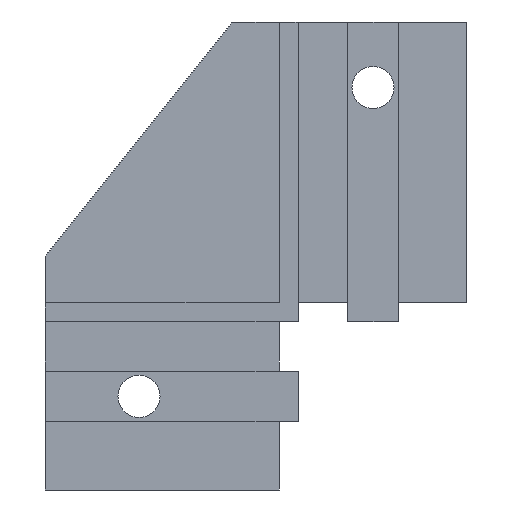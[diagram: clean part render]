
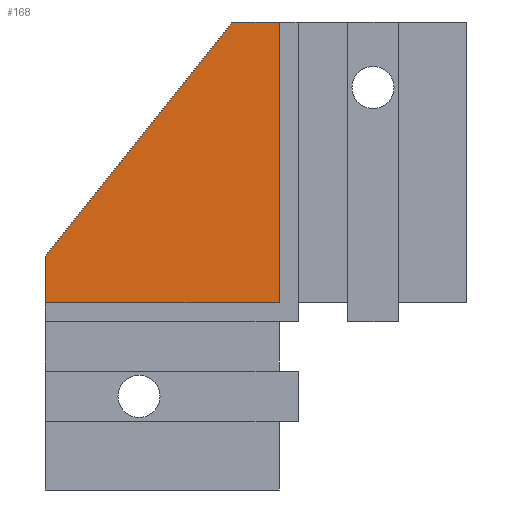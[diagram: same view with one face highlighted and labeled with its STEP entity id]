
A CAD part, left-side view. The second image highlights one B-rep face of the part: STEP entity #168.
In plain terms, the highlighted planar face has unit normal (-1, 0, 0).
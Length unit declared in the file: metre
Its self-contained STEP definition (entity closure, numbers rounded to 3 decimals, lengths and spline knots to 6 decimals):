
#168 = ADVANCED_FACE( '', ( #378 ), #379, .T. );
#378 = FACE_OUTER_BOUND( '', #625, .T. );
#379 = PLANE( '', #626 );
#625 = EDGE_LOOP( '', ( #1027, #1028, #1029, #1030, #1031 ) );
#626 = AXIS2_PLACEMENT_3D( '', #1032, #1033, #1034 );
#1027 = ORIENTED_EDGE( '', *, *, #1469, .F. );
#1028 = ORIENTED_EDGE( '', *, *, #1470, .T. );
#1029 = ORIENTED_EDGE( '', *, *, #1364, .F. );
#1030 = ORIENTED_EDGE( '', *, *, #1471, .F. );
#1031 = ORIENTED_EDGE( '', *, *, #1472, .T. );
#1032 = CARTESIAN_POINT( '', ( 0., 0.032237, 0.005 ) );
#1033 = DIRECTION( '', ( -1., 0., 0. ) );
#1034 = DIRECTION( '', ( 0., 0., 1. ) );
#1364 = EDGE_CURVE( '', #1617, #1619, #1620, .T. );
#1469 = EDGE_CURVE( '', #1778, #1779, #1780, .T. );
#1470 = EDGE_CURVE( '', #1778, #1619, #1781, .T. );
#1471 = EDGE_CURVE( '', #1782, #1617, #1783, .T. );
#1472 = EDGE_CURVE( '', #1782, #1779, #1784, .T. );
#1617 = VERTEX_POINT( '', #1975 );
#1619 = VERTEX_POINT( '', #1978 );
#1620 = LINE( '', #1979, #1980 );
#1778 = VERTEX_POINT( '', #2191 );
#1779 = VERTEX_POINT( '', #2192 );
#1780 = LINE( '', #2193, #2194 );
#1781 = LINE( '', #2195, #2196 );
#1782 = VERTEX_POINT( '', #2197 );
#1783 = LINE( '', #2198, #2199 );
#1784 = LINE( '', #2200, #2201 );
#1975 = CARTESIAN_POINT( '', ( 0., 0.02, 0. ) );
#1978 = CARTESIAN_POINT( '', ( 0., 0.045, 0. ) );
#1979 = CARTESIAN_POINT( '', ( 0., 0.032237, 0. ) );
#1980 = VECTOR( '', #2349, 1. );
#2191 = CARTESIAN_POINT( '', ( 0., 0.045, 0.005 ) );
#2192 = CARTESIAN_POINT( '', ( 0., 0.025, 0.03 ) );
#2193 = CARTESIAN_POINT( '', ( 0., 0.035, 0.0175 ) );
#2194 = VECTOR( '', #2463, 1. );
#2195 = CARTESIAN_POINT( '', ( 0., 0.045, 0.005 ) );
#2196 = VECTOR( '', #2464, 1. );
#2197 = CARTESIAN_POINT( '', ( 0., 0.02, 0.03 ) );
#2198 = CARTESIAN_POINT( '', ( 0., 0.02, 0.005 ) );
#2199 = VECTOR( '', #2465, 1. );
#2200 = CARTESIAN_POINT( '', ( 0., 0.032237, 0.03 ) );
#2201 = VECTOR( '', #2466, 1. );
#2349 = DIRECTION( '', ( 0., 1., 0. ) );
#2463 = DIRECTION( '', ( 0., -0.625, 0.781 ) );
#2464 = DIRECTION( '', ( 0., 0., -1. ) );
#2465 = DIRECTION( '', ( 0., 0., -1. ) );
#2466 = DIRECTION( '', ( 0., 1., 0. ) );
